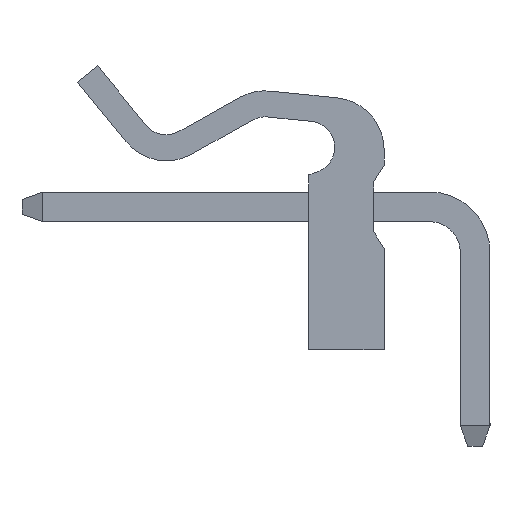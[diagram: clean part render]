
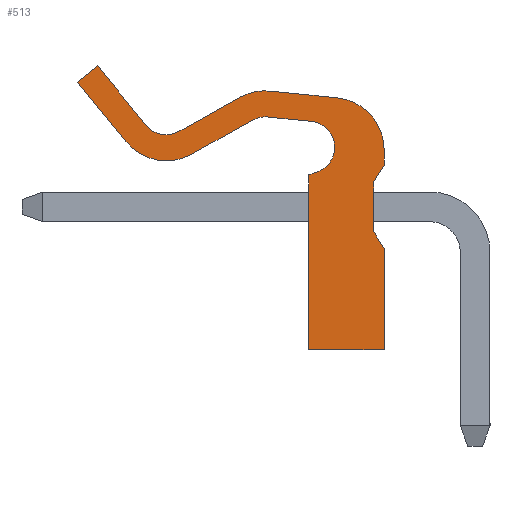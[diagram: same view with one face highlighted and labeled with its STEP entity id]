
A CAD part, left-side view. The second image highlights one B-rep face of the part: STEP entity #513.
In plain terms, the highlighted planar face has unit normal (-1, 0, 0).
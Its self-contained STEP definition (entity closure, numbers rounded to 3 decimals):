
#513=ADVANCED_FACE('',(#900),#902,.T.);
#900=FACE_BOUND('',#901,.T.);
#901=EDGE_LOOP('',(#1213,#1214,#1215,#1216,#1217,#1218,#1219,#1220,#1221,#1222,#1223,
#1224,#1225,#1226,#1227,#1228,#1229,#1230,#1231,#1232,#1233));
#902=PLANE('',#903);
#903=AXIS2_PLACEMENT_3D('',#904,#905,#906);
#904=CARTESIAN_POINT('',(-1.98,0.,0.));
#905=DIRECTION('',(-1.,0.,0.));
#906=DIRECTION('',(0.,0.,-1.));
#1213=ORIENTED_EDGE('',*,*,#1424,.T.);
#1214=ORIENTED_EDGE('',*,*,#1425,.T.);
#1215=ORIENTED_EDGE('',*,*,#1426,.T.);
#1216=ORIENTED_EDGE('',*,*,#1427,.T.);
#1217=ORIENTED_EDGE('',*,*,#1428,.T.);
#1218=ORIENTED_EDGE('',*,*,#1429,.T.);
#1219=ORIENTED_EDGE('',*,*,#1430,.T.);
#1220=ORIENTED_EDGE('',*,*,#1431,.T.);
#1221=ORIENTED_EDGE('',*,*,#1432,.T.);
#1222=ORIENTED_EDGE('',*,*,#1433,.T.);
#1223=ORIENTED_EDGE('',*,*,#1434,.T.);
#1224=ORIENTED_EDGE('',*,*,#1435,.T.);
#1225=ORIENTED_EDGE('',*,*,#1436,.T.);
#1226=ORIENTED_EDGE('',*,*,#1437,.T.);
#1227=ORIENTED_EDGE('',*,*,#1399,.T.);
#1228=ORIENTED_EDGE('',*,*,#1394,.T.);
#1229=ORIENTED_EDGE('',*,*,#1386,.T.);
#1230=ORIENTED_EDGE('',*,*,#1423,.T.);
#1231=ORIENTED_EDGE('',*,*,#1438,.T.);
#1232=ORIENTED_EDGE('',*,*,#1439,.T.);
#1233=ORIENTED_EDGE('',*,*,#1440,.T.);
#1386=EDGE_CURVE('',#1506,#1504,#1507,.T.);
#1394=EDGE_CURVE('',#1520,#1506,#1521,.T.);
#1399=EDGE_CURVE('',#1528,#1520,#1529,.T.);
#1423=EDGE_CURVE('',#1504,#1570,#1572,.T.);
#1424=EDGE_CURVE('',#1573,#1574,#1575,.T.);
#1425=EDGE_CURVE('',#1574,#1576,#1577,.T.);
#1426=EDGE_CURVE('',#1576,#1578,#1579,.T.);
#1427=EDGE_CURVE('',#1578,#1580,#1581,.T.);
#1428=EDGE_CURVE('',#1580,#1582,#1583,.T.);
#1429=EDGE_CURVE('',#1582,#1584,#1585,.T.);
#1430=EDGE_CURVE('',#1584,#1586,#1587,.T.);
#1431=EDGE_CURVE('',#1586,#1588,#1589,.T.);
#1432=EDGE_CURVE('',#1588,#1590,#1591,.T.);
#1433=EDGE_CURVE('',#1590,#1592,#1593,.T.);
#1434=EDGE_CURVE('',#1592,#1594,#1595,.T.);
#1435=EDGE_CURVE('',#1594,#1596,#1597,.T.);
#1436=EDGE_CURVE('',#1596,#1598,#1599,.T.);
#1437=EDGE_CURVE('',#1598,#1528,#1600,.T.);
#1438=EDGE_CURVE('',#1570,#1601,#1602,.T.);
#1439=EDGE_CURVE('',#1601,#1603,#1604,.T.);
#1440=EDGE_CURVE('',#1603,#1573,#1605,.T.);
#1504=VERTEX_POINT('',#1699);
#1506=VERTEX_POINT('',#1703);
#1507=LINE('',#1704,#1705);
#1520=VERTEX_POINT('',#1733);
#1521=LINE('',#1734,#1735);
#1528=VERTEX_POINT('',#1751);
#1529=LINE('',#1752,#1753);
#1570=VERTEX_POINT('',#1845);
#1572=LINE('',#1849,#1850);
#1573=VERTEX_POINT('',#1852);
#1574=VERTEX_POINT('',#1853);
#1575=CIRCLE('',#1854,2.);
#1576=VERTEX_POINT('',#1858);
#1577=LINE('',#1859,#1860);
#1578=VERTEX_POINT('',#1862);
#1579=CIRCLE('',#1863,2.);
#1580=VERTEX_POINT('',#1867);
#1581=LINE('',#1868,#1869);
#1582=VERTEX_POINT('',#1871);
#1583=CIRCLE('',#1872,1.);
#1584=VERTEX_POINT('',#1876);
#1585=LINE('',#1877,#1878);
#1586=VERTEX_POINT('',#1880);
#1587=LINE('',#1881,#1882);
#1588=VERTEX_POINT('',#1884);
#1589=LINE('',#1885,#1886);
#1590=VERTEX_POINT('',#1888);
#1591=CIRCLE('',#1889,2.);
#1592=VERTEX_POINT('',#1893);
#1593=LINE('',#1894,#1895);
#1594=VERTEX_POINT('',#1897);
#1595=CIRCLE('',#1898,1.);
#1596=VERTEX_POINT('',#1902);
#1597=LINE('',#1903,#1904);
#1598=VERTEX_POINT('',#1906);
#1599=CIRCLE('',#1907,1.);
#1600=LINE('',#1911,#1912);
#1601=VERTEX_POINT('',#1914);
#1602=LINE('',#1915,#1916);
#1603=VERTEX_POINT('',#1918);
#1604=LINE('',#1919,#1920);
#1605=LINE('',#1922,#1923);
#1699=CARTESIAN_POINT('',(-1.98,3.5,3.9));
#1703=CARTESIAN_POINT('',(-1.98,3.5,0.));
#1704=CARTESIAN_POINT('',(-1.98,3.5,0.));
#1705=VECTOR('',#1706,1.);
#1706=DIRECTION('',(0.,0.,1.));
#1733=CARTESIAN_POINT('',(-1.98,6.4,0.));
#1734=CARTESIAN_POINT('',(-1.98,6.4,0.));
#1735=VECTOR('',#1736,1.);
#1736=DIRECTION('',(0.,-1.,0.));
#1751=CARTESIAN_POINT('',(-1.98,6.4,6.727));
#1752=CARTESIAN_POINT('',(-1.98,6.4,6.727));
#1753=VECTOR('',#1754,1.);
#1754=DIRECTION('',(0.,0.,-1.));
#1845=CARTESIAN_POINT('',(-1.98,3.9,4.54));
#1849=CARTESIAN_POINT('',(-1.98,3.5,3.9));
#1850=VECTOR('',#1851,1.);
#1851=DIRECTION('',(0.,0.53,0.848));
#1852=CARTESIAN_POINT('',(-1.98,3.5,7.7));
#1853=CARTESIAN_POINT('',(-1.98,5.299,9.69));
#1854=AXIS2_PLACEMENT_3D('',#1855,#1856,#1857);
#1855=CARTESIAN_POINT('',(-1.98,5.5,7.7));
#1856=DIRECTION('',(-1.,-0.,-0.));
#1857=DIRECTION('',(0.,-1.,0.));
#1858=CARTESIAN_POINT('',(-1.98,7.871,9.95));
#1859=CARTESIAN_POINT('',(-1.98,5.299,9.69));
#1860=VECTOR('',#1861,1.);
#1861=DIRECTION('',(0.,0.995,0.101));
#1862=CARTESIAN_POINT('',(-1.98,9.049,9.705));
#1863=AXIS2_PLACEMENT_3D('',#1864,#1865,#1866);
#1864=CARTESIAN_POINT('',(-1.98,8.072,7.96));
#1865=DIRECTION('',(-1.,-0.,-0.));
#1866=DIRECTION('',(0.,-0.101,0.995));
#1867=CARTESIAN_POINT('',(-1.98,11.386,8.397));
#1868=CARTESIAN_POINT('',(-1.98,9.049,9.705));
#1869=VECTOR('',#1870,1.);
#1870=DIRECTION('',(0.,0.873,-0.488));
#1871=CARTESIAN_POINT('',(-1.98,12.649,8.638));
#1872=AXIS2_PLACEMENT_3D('',#1873,#1874,#1875);
#1873=CARTESIAN_POINT('',(-1.98,11.874,9.27));
#1874=DIRECTION('',(1.,0.,0.));
#1875=DIRECTION('',(0.,-0.488,-0.873));
#1876=CARTESIAN_POINT('',(-1.98,14.515,10.922));
#1877=CARTESIAN_POINT('',(-1.98,12.649,8.638));
#1878=VECTOR('',#1879,1.);
#1879=DIRECTION('',(0.,0.632,0.775));
#1880=CARTESIAN_POINT('',(-1.98,15.289,10.29));
#1881=CARTESIAN_POINT('',(-1.98,14.515,10.922));
#1882=VECTOR('',#1883,1.);
#1883=DIRECTION('',(0.,0.775,-0.632));
#1884=CARTESIAN_POINT('',(-1.98,13.424,8.005));
#1885=CARTESIAN_POINT('',(-1.98,15.289,10.29));
#1886=VECTOR('',#1887,1.);
#1887=DIRECTION('',(0.,-0.632,-0.775));
#1888=CARTESIAN_POINT('',(-1.98,10.898,7.525));
#1889=AXIS2_PLACEMENT_3D('',#1890,#1891,#1892);
#1890=CARTESIAN_POINT('',(-1.98,11.874,9.27));
#1891=DIRECTION('',(-1.,-0.,-0.));
#1892=DIRECTION('',(0.,0.775,-0.632));
#1893=CARTESIAN_POINT('',(-1.98,8.561,8.833));
#1894=CARTESIAN_POINT('',(-1.98,10.898,7.525));
#1895=VECTOR('',#1896,1.);
#1896=DIRECTION('',(0.,-0.873,0.488));
#1897=CARTESIAN_POINT('',(-1.98,7.972,8.955));
#1898=AXIS2_PLACEMENT_3D('',#1899,#1900,#1901);
#1899=CARTESIAN_POINT('',(-1.98,8.072,7.96));
#1900=DIRECTION('',(1.,0.,0.));
#1901=DIRECTION('',(0.,0.488,0.873));
#1902=CARTESIAN_POINT('',(-1.98,6.299,8.786));
#1903=CARTESIAN_POINT('',(-1.98,7.972,8.955));
#1904=VECTOR('',#1905,1.);
#1905=DIRECTION('',(0.,-0.995,-0.101));
#1906=CARTESIAN_POINT('',(-1.98,6.058,6.851));
#1907=AXIS2_PLACEMENT_3D('',#1908,#1909,#1910);
#1908=CARTESIAN_POINT('',(-1.98,6.4,7.791));
#1909=DIRECTION('',(1.,0.,0.));
#1910=DIRECTION('',(0.,-0.101,0.995));
#1911=CARTESIAN_POINT('',(-1.98,6.058,6.851));
#1912=VECTOR('',#1913,1.);
#1913=DIRECTION('',(0.,0.94,-0.342));
#1914=CARTESIAN_POINT('',(-1.98,3.9,6.46));
#1915=CARTESIAN_POINT('',(-1.98,3.9,4.54));
#1916=VECTOR('',#1917,1.);
#1917=DIRECTION('',(0.,0.,1.));
#1918=CARTESIAN_POINT('',(-1.98,3.5,7.1));
#1919=CARTESIAN_POINT('',(-1.98,3.9,6.46));
#1920=VECTOR('',#1921,1.);
#1921=DIRECTION('',(0.,-0.53,0.848));
#1922=CARTESIAN_POINT('',(-1.98,3.5,7.1));
#1923=VECTOR('',#1924,1.);
#1924=DIRECTION('',(0.,0.,1.));
